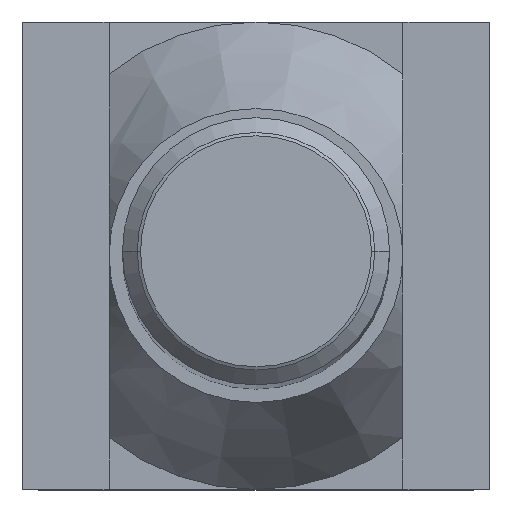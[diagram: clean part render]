
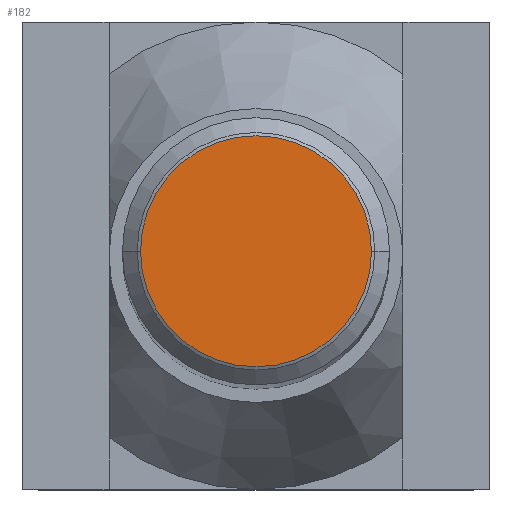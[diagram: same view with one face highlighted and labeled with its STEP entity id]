
A CAD part, top view. The second image highlights one B-rep face of the part: STEP entity #182.
In plain terms, the highlighted planar face has unit normal (0, 0, 1).
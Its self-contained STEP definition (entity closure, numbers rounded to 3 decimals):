
#144=EDGE_CURVE('',#250,#240,#400,.T.);
#182=ADVANCED_FACE('',(#441),#442,.T.);
#202=EDGE_CURVE('',#240,#250,#466,.T.);
#240=VERTEX_POINT('',#506);
#250=VERTEX_POINT('',#518);
#400=CIRCLE('',#673,6.917);
#441=FACE_OUTER_BOUND('',#736,.T.);
#442=PLANE('',#737);
#466=CIRCLE('',#765,6.917);
#506=CARTESIAN_POINT('',(6.917,0.,160.0));
#518=CARTESIAN_POINT('',(-6.917,0.,160.0));
#673=AXIS2_PLACEMENT_3D('',#1071,#1072,#1073);
#736=EDGE_LOOP('',(#1112,#1113));
#737=AXIS2_PLACEMENT_3D('',#1114,#1115,#1116);
#765=AXIS2_PLACEMENT_3D('',#1159,#1160,#1161);
#1071=CARTESIAN_POINT('',(0.0,0.,160.0));
#1072=DIRECTION('',(0.0,-0.0,1.0));
#1073=DIRECTION('',(1.0,0.,0.0));
#1112=ORIENTED_EDGE('',*,*,#202,.T.);
#1113=ORIENTED_EDGE('',*,*,#144,.T.);
#1114=CARTESIAN_POINT('',(-3.5,0.,160.0));
#1115=DIRECTION('',(0.0,0.0,1.0));
#1116=DIRECTION('',(-1.0,0.,0.0));
#1159=CARTESIAN_POINT('',(0.0,0.,160.0));
#1160=DIRECTION('',(0.0,-0.0,1.0));
#1161=DIRECTION('',(1.0,0.,0.0));
